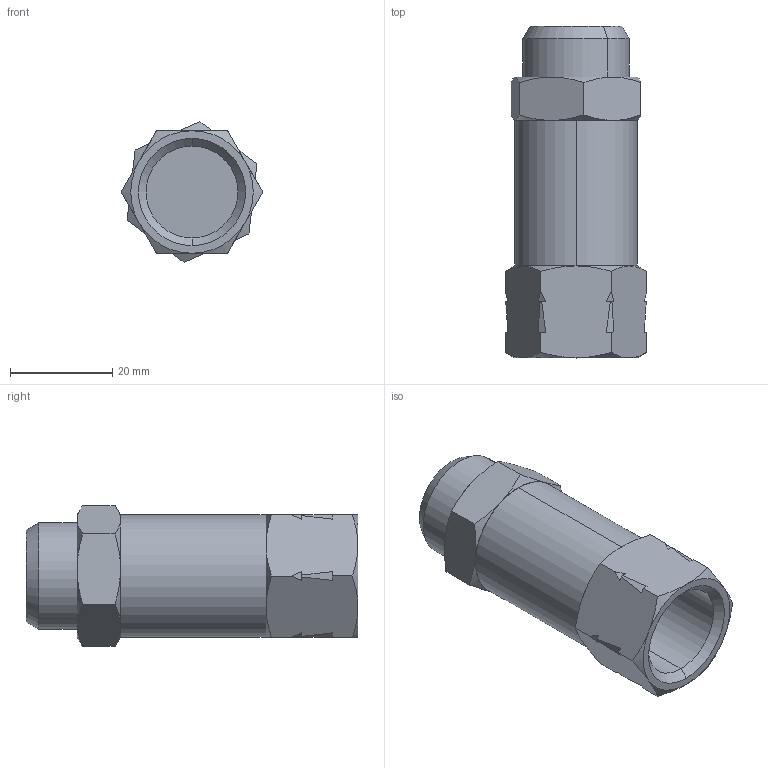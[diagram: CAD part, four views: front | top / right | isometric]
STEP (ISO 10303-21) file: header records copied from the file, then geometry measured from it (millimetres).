
FILE_DESCRIPTION (( 'STEP AP214' ), '1' );
FILE_NAME ('0606300005A.step', '2012-10-22T18:30:27', ( '' ), ( '' ), 'SwSTEP 2.0', 'SolidWorks 2012', '' );
FILE_SCHEMA (( 'AUTOMOTIVE_DESIGN' ));
Length unit declared in the file: millimetre
Products named in the file (1): 0606300005A
Bounding box: 27.71 x 65 x 27.54 mm (x, y, z)
Volume: 25361.8 mm3; surface area: 6727.5 mm2
Topology: 1 solids, 1 shells, 76 faces, 182 edges, 112 vertices
Faces by surface type: plane 42, cone 28, cylinder 6
Entity records: 2663 total; most frequent: CARTESIAN_POINT 659, ORIENTED_EDGE 364, DIRECTION 328, EDGE_CURVE 182, AXIS2_PLACEMENT_3D 117, VERTEX_POINT 112, LINE 94, VECTOR 94
